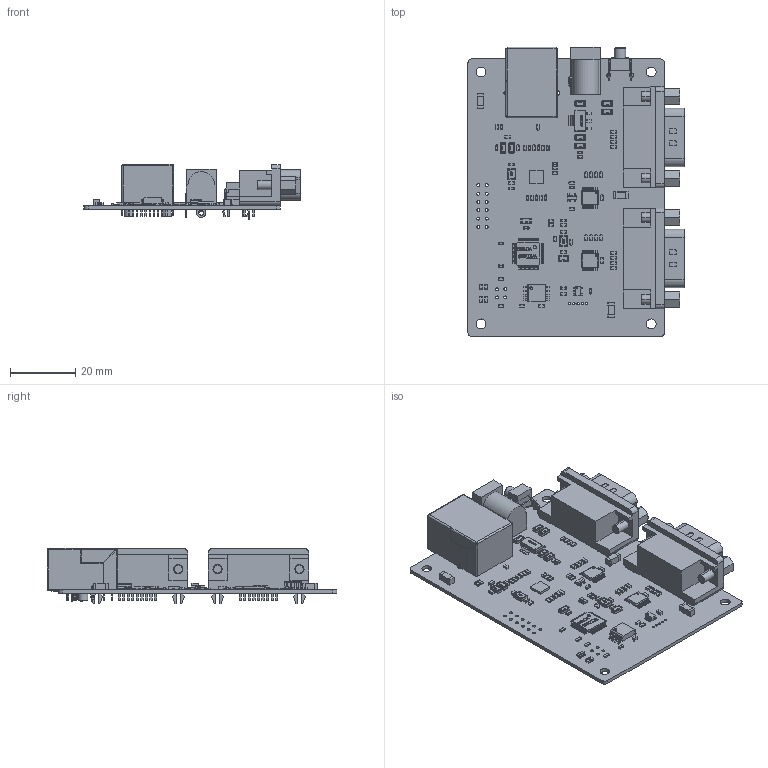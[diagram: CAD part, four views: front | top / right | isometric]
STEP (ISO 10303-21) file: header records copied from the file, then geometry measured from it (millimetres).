
FILE_DESCRIPTION(('Open CASCADE Model'),'2;1');
FILE_NAME('Open CASCADE Shape Model','2025-05-23T11:23:20',('Author'),( 'Open CASCADE'),'Open CASCADE STEP processor 6.8','Open CASCADE 6.8' ,'Unknown');
FILE_SCHEMA(('AUTOMOTIVE_DESIGN { 1 0 10303 214 1 1 1 1 }'));
Length unit declared in the file: millimetre
Products named in the file (125): PCB; Board; Open CASCADE STEP translator 6.8 7.1.1; C22; User_Library-CerCaps0603; U8; 7197851888; C1; 1206_SMD_Capacitor; C2; C3; C4; C5; C6; C7; C8; C9; C10; C11; C12; C13; C14; C15; C16; C17; C18; C19; User_Library-Chip_Cap_MLCC_1808_(4520)_K; C20; C21; C23; C24; C25; C26; C27; C28; C29; C30; C31; C32 ...
Assembly tree (264 placements, depth 4):
  PCB
    Board
      Open CASCADE STEP translator 6.8 7.1.1
    C22
      User_Library-CerCaps0603
    U8
      7197851888
    C1
      1206_SMD_Capacitor
    C2
      User_Library-CerCaps0603
    C3
      User_Library-CerCaps0603
    C4
      User_Library-CerCaps0603
    C5
      1206_SMD_Capacitor
    C6
      User_Library-CerCaps0603
    C7
      User_Library-CerCaps0603
    C8
      User_Library-CerCaps0603
    C9
      User_Library-CerCaps0603
    C10
      User_Library-CerCaps0603
    C11
      User_Library-CerCaps0603
    C12
      1206_SMD_Capacitor
    C13
      User_Library-CerCaps0603
    C14
      1206_SMD_Capacitor
    C15
      User_Library-CerCaps0603
    C16
      User_Library-CerCaps0603
    C17
      User_Library-CerCaps0603
    C18
      User_Library-CerCaps0603
    C19
      User_Library-Chip_Cap_MLCC_1808_(4520)_K
    C20
      User_Library-CerCaps0603
    C21
      User_Library-CerCaps0603
    C23
      User_Library-CerCaps0603
    C24
      User_Library-CerCaps0603
    C25
      User_Library-CerCaps0603
    C26
      User_Library-Chip_Cap_MLCC_1808_(4520)_K
    C27
      User_Library-CerCaps0603
    C28
Bounding box: 66.05 x 88.59 x 16.97 mm (x, y, z)
Volume: 16449.9 mm3; surface area: 26136.5 mm2
Topology: 354 solids, 354 shells, 8553 faces, 20350 edges, 11606 vertices
Faces by surface type: plane 3872, cylinder 2389, bspline 1148, sphere 1074, cone 52, revolution 16, torus 2
Full cylindrical faces by diameter (mm): 0.7 x5, 0.9 x12, 0.914 x16, 1 x3, 1.09 x18, 1.3 x2, 1.5 x2, 3 x4, 3.25 x2, 3.26 x4
Entity records: 92863 total; most frequent: CARTESIAN_POINT 22819, ORIENTED_EDGE 11514, DIRECTION 11009, EDGE_CURVE 5757, LINE 4105, VECTOR 4105, VERTEX_POINT 3692, AXIS2_PLACEMENT_3D 3444
